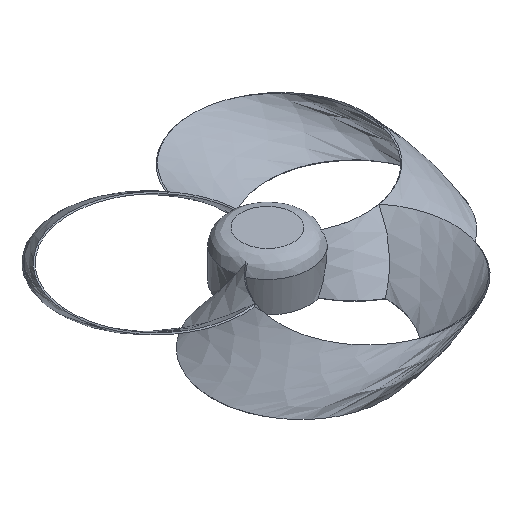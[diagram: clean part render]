
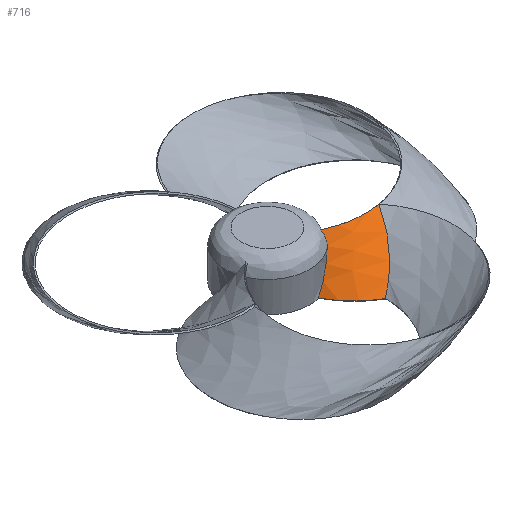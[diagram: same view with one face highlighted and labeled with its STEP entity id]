
A CAD part, isometric view. The second image highlights one B-rep face of the part: STEP entity #716.
In plain terms, the highlighted free-form (B-spline) face has degree [3, 3] with [5, 10] control points.
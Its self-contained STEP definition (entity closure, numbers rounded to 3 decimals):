
#686 = VERTEX_POINT('',#687);
#687 = CARTESIAN_POINT('',(25.159,-36.615,
    -49.733));
#694 = EDGE_CURVE('',#695,#686,#697,.T.);
#695 = VERTEX_POINT('',#696);
#696 = CARTESIAN_POINT('',(37.471,-30.025,
    -30.182));
#697 = B_SPLINE_CURVE_WITH_KNOTS('',3,(#698,#699,#700,#701,#702),
  .UNSPECIFIED.,.F.,.F.,(4,1,4),(0.,0.01,
    0.02),.UNSPECIFIED.);
#698 = CARTESIAN_POINT('',(37.471,-30.025,
    -30.182));
#699 = CARTESIAN_POINT('',(35.749,-31.63,
    -33.45));
#700 = CARTESIAN_POINT('',(31.874,-34.397,
    -39.948));
#701 = CARTESIAN_POINT('',(27.467,-36.069,
    -46.478));
#702 = CARTESIAN_POINT('',(25.159,-36.615,
    -49.733));
#716 = ADVANCED_FACE('',(#717),#770,.T.);
#717 = FACE_BOUND('',#718,.T.);
#718 = EDGE_LOOP('',(#719,#734,#744,#754,#761,#762));
#719 = ORIENTED_EDGE('',*,*,#720,.F.);
#720 = EDGE_CURVE('',#721,#723,#725,.T.);
#721 = VERTEX_POINT('',#722);
#722 = CARTESIAN_POINT('',(70.982,-29.819,-23.56
    ));
#723 = VERTEX_POINT('',#724);
#724 = CARTESIAN_POINT('',(46.445,-58.503,
    -49.631));
#725 = B_SPLINE_CURVE_WITH_KNOTS('',3,(#726,#727,#728,#729,#730,#731,
    #732,#733),.UNSPECIFIED.,.F.,.F.,(4,1,1,1,1,4),(0.,
    0.01,0.02,0.025,
    0.029,0.039),.UNSPECIFIED.);
#726 = CARTESIAN_POINT('',(70.982,-29.819,
    -23.56));
#727 = CARTESIAN_POINT('',(69.837,-32.841,
    -25.748));
#728 = CARTESIAN_POINT('',(67.042,-38.628,
    -30.051));
#729 = CARTESIAN_POINT('',(62.421,-45.105,
    -35.468));
#730 = CARTESIAN_POINT('',(57.999,-49.854,
    -39.819));
#731 = CARTESIAN_POINT('',(53.224,-54.158,
    -44.186));
#732 = CARTESIAN_POINT('',(49.262,-56.899,
    -47.453));
#733 = CARTESIAN_POINT('',(46.444,-58.502,
    -49.631));
#734 = ORIENTED_EDGE('',*,*,#735,.F.);
#735 = EDGE_CURVE('',#736,#721,#738,.T.);
#736 = VERTEX_POINT('',#737);
#737 = CARTESIAN_POINT('',(70.981,-29.819,-23.56
    ));
#738 = B_SPLINE_CURVE_WITH_KNOTS('',3,(#739,#740,#741,#742,#743),
  .UNSPECIFIED.,.F.,.F.,(4,1,4),(0.006,0.069,
    0.131),.UNSPECIFIED.);
#739 = CARTESIAN_POINT('',(37.869,-25.324,
    -23.682));
#740 = CARTESIAN_POINT('',(42.286,-27.384,
    -23.648));
#741 = CARTESIAN_POINT('',(52.419,-30.711,
    -23.596));
#742 = CARTESIAN_POINT('',(64.705,-30.874,
    -23.57));
#743 = CARTESIAN_POINT('',(70.982,-29.819,
    -23.56));
#744 = ORIENTED_EDGE('',*,*,#745,.F.);
#745 = EDGE_CURVE('',#746,#736,#748,.T.);
#746 = VERTEX_POINT('',#747);
#747 = CARTESIAN_POINT('',(37.869,-25.324,
    -23.682));
#748 = B_SPLINE_CURVE_WITH_KNOTS('',3,(#749,#750,#751,#752,#753),
  .UNSPECIFIED.,.F.,.F.,(4,1,4),(0.006,0.069,
    0.131),.UNSPECIFIED.);
#749 = CARTESIAN_POINT('',(37.869,-25.324,
    -23.682));
#750 = CARTESIAN_POINT('',(42.286,-27.384,
    -23.648));
#751 = CARTESIAN_POINT('',(52.419,-30.711,
    -23.596));
#752 = CARTESIAN_POINT('',(64.705,-30.874,
    -23.57));
#753 = CARTESIAN_POINT('',(70.982,-29.819,
    -23.56));
#754 = ORIENTED_EDGE('',*,*,#755,.T.);
#755 = EDGE_CURVE('',#746,#695,#756,.T.);
#756 = B_SPLINE_CURVE_WITH_KNOTS('',3,(#757,#758,#759,#760),
  .UNSPECIFIED.,.F.,.F.,(4,4),(0.,0.007),
  .PIECEWISE_BEZIER_KNOTS.);
#757 = CARTESIAN_POINT('',(37.869,-25.324,
    -23.682));
#758 = CARTESIAN_POINT('',(38.792,-27.085,
    -25.592));
#759 = CARTESIAN_POINT('',(38.5,-28.814,
    -27.923));
#760 = CARTESIAN_POINT('',(37.471,-30.025,
    -30.182));
#761 = ORIENTED_EDGE('',*,*,#694,.T.);
#762 = ORIENTED_EDGE('',*,*,#763,.T.);
#763 = EDGE_CURVE('',#686,#723,#764,.T.);
#764 = B_SPLINE_CURVE_WITH_KNOTS('',3,(#765,#766,#767,#768,#769),
  .UNSPECIFIED.,.F.,.F.,(4,1,4),(0.6,0.642,
    0.683),.QUASI_UNIFORM_KNOTS.);
#765 = CARTESIAN_POINT('',(25.159,-36.615,
    -49.733));
#766 = CARTESIAN_POINT('',(27.317,-40.594,
    -49.705));
#767 = CARTESIAN_POINT('',(32.917,-48.629,
    -49.663));
#768 = CARTESIAN_POINT('',(41.494,-55.638,
    -49.64));
#769 = CARTESIAN_POINT('',(46.444,-58.503,
    -49.631));
#770 = B_SPLINE_SURFACE_WITH_KNOTS('',3,3,(
    (#771,#772,#773,#774,#775,#776,#777,#778,#779,#780)
    ,(#781,#782,#783,#784,#785,#786,#787,#788,#789,#790)
    ,(#791,#792,#793,#794,#795,#796,#797,#798,#799,#800)
    ,(#801,#802,#803,#804,#805,#806,#807,#808,#809,#810)
    ,(#811,#812,#813,#814,#815,#816,#817,#818,#819,#820
  )),.UNSPECIFIED.,.F.,.F.,.F.,(4,1,4),(4,1,1,1,1,1,1,4),(0.591
    ,0.637,0.683),(0.,0.138,
    0.208,0.277,0.346,0.415,
    0.473,0.553),.UNSPECIFIED.);
#771 = CARTESIAN_POINT('',(23.721,-33.773,
    -49.753));
#772 = CARTESIAN_POINT('',(25.087,-33.495,
    -47.594));
#773 = CARTESIAN_POINT('',(27.115,-32.894,
    -44.291));
#774 = CARTESIAN_POINT('',(29.683,-31.749,
    -39.889));
#775 = CARTESIAN_POINT('',(31.516,-30.733,-36.652)
  );
#776 = CARTESIAN_POINT('',(33.262,-29.558,
    -33.364));
#777 = CARTESIAN_POINT('',(34.811,-28.306,
    -30.244));
#778 = CARTESIAN_POINT('',(36.338,-26.854,
    -26.952));
#779 = CARTESIAN_POINT('',(37.262,-25.81,
    -24.806));
#780 = CARTESIAN_POINT('',(37.773,-25.171,
    -23.526));
#781 = CARTESIAN_POINT('',(25.815,-38.22,
    -49.719));
#782 = CARTESIAN_POINT('',(27.438,-37.821,-47.56
    ));
#783 = CARTESIAN_POINT('',(29.837,-37.004,
    -44.257));
#784 = CARTESIAN_POINT('',(32.858,-35.509,
    -39.855));
#785 = CARTESIAN_POINT('',(35.003,-34.205,
    -36.618));
#786 = CARTESIAN_POINT('',(37.038,-32.714,
    -33.33));
#787 = CARTESIAN_POINT('',(38.833,-31.14,
    -30.21));
#788 = CARTESIAN_POINT('',(40.592,-29.329,
    -26.918));
#789 = CARTESIAN_POINT('',(41.649,-28.034,
    -24.772));
#790 = CARTESIAN_POINT('',(42.23,-27.244,
    -23.492));
#791 = CARTESIAN_POINT('',(31.557,-47.368,
    -49.667));
#792 = CARTESIAN_POINT('',(33.709,-46.638,
    -47.507));
#793 = CARTESIAN_POINT('',(36.861,-45.252,
    -44.205));
#794 = CARTESIAN_POINT('',(40.777,-42.875,
    -39.802));
#795 = CARTESIAN_POINT('',(43.529,-40.859,
    -36.566));
#796 = CARTESIAN_POINT('',(46.11,-38.602,
    -33.278));
#797 = CARTESIAN_POINT('',(48.357,-36.261,
    -30.157));
#798 = CARTESIAN_POINT('',(50.527,-33.603,
    -26.866));
#799 = CARTESIAN_POINT('',(51.806,-31.727,
    -24.72));
#800 = CARTESIAN_POINT('',(52.5,-30.59,
    -23.439));
#801 = CARTESIAN_POINT('',(41.039,-55.41,
    -49.64));
#802 = CARTESIAN_POINT('',(43.654,-54.132,
    -47.481));
#803 = CARTESIAN_POINT('',(47.436,-51.859,
    -44.178));
#804 = CARTESIAN_POINT('',(52.026,-48.204,
    -39.776));
#805 = CARTESIAN_POINT('',(55.197,-45.196,
    -36.539));
#806 = CARTESIAN_POINT('',(58.111,-41.909,
    -33.251));
#807 = CARTESIAN_POINT('',(60.587,-38.57,
    -30.13));
#808 = CARTESIAN_POINT('',(62.913,-34.841,
    -26.839));
#809 = CARTESIAN_POINT('',(64.234,-32.248,
    -24.693));
#810 = CARTESIAN_POINT('',(64.932,-30.69,
    -23.413));
#811 = CARTESIAN_POINT('',(46.644,-58.618,
    -49.631));
#812 = CARTESIAN_POINT('',(49.445,-57.017,
    -47.471));
#813 = CARTESIAN_POINT('',(53.464,-54.231,
    -44.168));
#814 = CARTESIAN_POINT('',(58.277,-49.859,
    -39.766));
#815 = CARTESIAN_POINT('',(61.568,-46.304,
    -36.53));
#816 = CARTESIAN_POINT('',(64.555,-42.46,
    -33.241));
#817 = CARTESIAN_POINT('',(67.052,-38.589,
    -30.121));
#818 = CARTESIAN_POINT('',(69.356,-34.298,
    -26.83));
#819 = CARTESIAN_POINT('',(70.631,-31.336,
    -24.684));
#820 = CARTESIAN_POINT('',(71.291,-29.563,
    -23.403));
